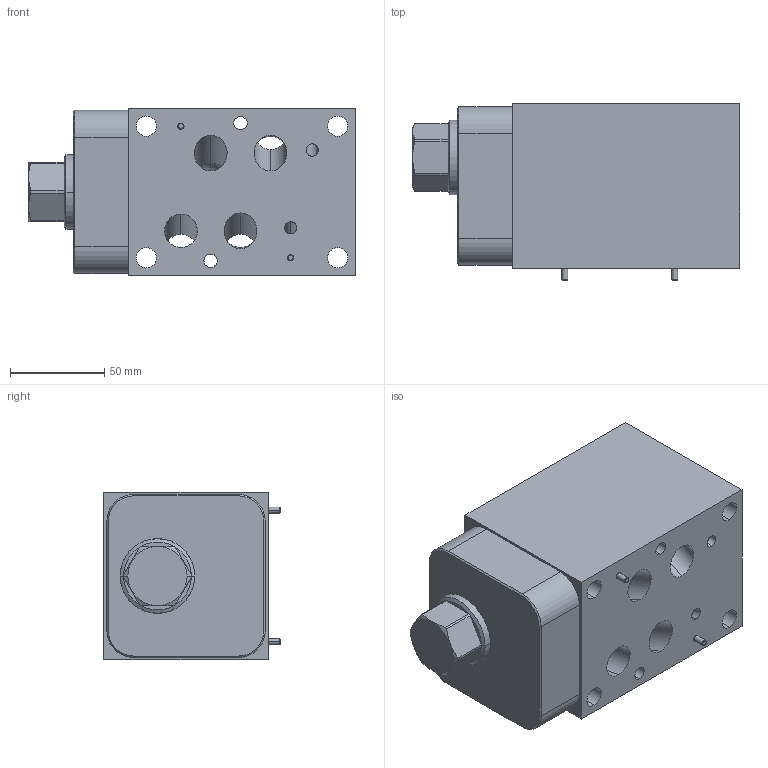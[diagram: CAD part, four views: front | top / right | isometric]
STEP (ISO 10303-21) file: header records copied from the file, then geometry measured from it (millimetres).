
FILE_DESCRIPTION((''),'2;1');
FILE_NAME('CK4_ASM','2024-06-14T',('ProEService'),(''),'PRO/ENGINEER BY PARAMETRIC TECHNOLOGY CORPORATION, 2014200','PRO/ENGINEER BY PARAMETRIC TECHNOLOGY CORPORATION, 2014200','');
FILE_SCHEMA(('CONFIG_CONTROL_DESIGN'));
Length unit declared in the file: inch
Products named in the file (7): 152-184; CXHAXAN; 811-001-006; 500-001-111; 500-001-118; 700-006; CK4_ASM
Assembly tree (11 placements, depth 2):
  CK4_ASM
    152-184
    CXHAXAN
    811-001-006  x2
    500-001-111  x2
    500-001-118  x4
    700-006
Bounding box: 173.84 x 93.85 x 88.9 mm (x, y, z)
Volume: 943077.7 mm3; surface area: 139777 mm2
Topology: 6 solids, 6 shells, 346 faces, 1030 edges, 839 vertices
Faces by surface type: cylinder 154, plane 76, cone 70, torus 19, sphere 19, revolution 8
Entity records: 15106 total; most frequent: CARTESIAN_POINT 6311, DIRECTION 1825, ORIENTED_EDGE 1580, EDGE_CURVE 790, AXIS2_PLACEMENT_3D 678, VERTEX_POINT 491, VECTOR 461, LINE 461
